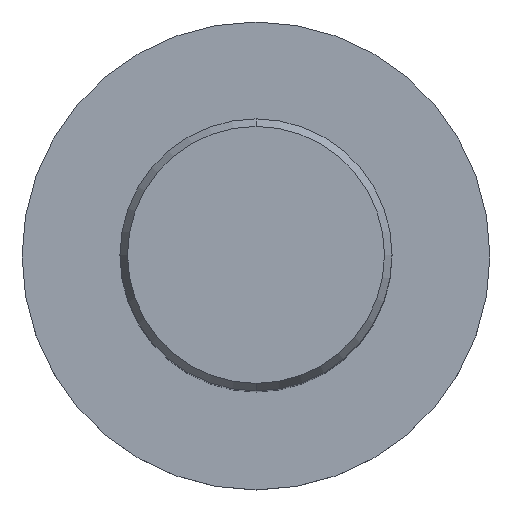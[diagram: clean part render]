
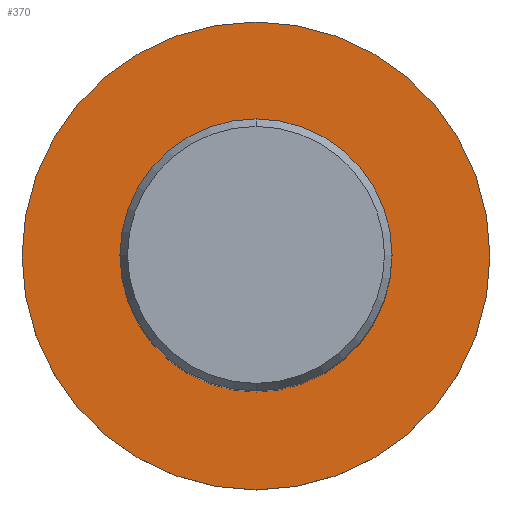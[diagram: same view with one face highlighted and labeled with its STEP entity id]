
A CAD part, top view. The second image highlights one B-rep face of the part: STEP entity #370.
In plain terms, the highlighted planar face has unit normal (0, 0, 1).
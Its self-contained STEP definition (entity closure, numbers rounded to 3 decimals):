
#194=VERTEX_POINT('',#527);
#240=VERTEX_POINT('',#576);
#262=VERTEX_POINT('',#599);
#370=ADVANCED_FACE('',(#719,#720),#721,.T.);
#376=EDGE_CURVE('',#262,#194,#727,.T.);
#432=EDGE_CURVE('',#194,#262,#792,.T.);
#446=EDGE_CURVE('',#240,#498,#806,.T.);
#468=EDGE_CURVE('',#498,#240,#830,.T.);
#498=VERTEX_POINT('',#862);
#527=CARTESIAN_POINT('',(0.0,21.5,-56.0));
#576=CARTESIAN_POINT('',(0.,-12.5,-56.0));
#599=CARTESIAN_POINT('',(0.,-21.5,-56.0));
#719=FACE_BOUND('',#1231,.T.);
#720=FACE_OUTER_BOUND('',#1232,.T.);
#721=PLANE('',#1233);
#727=CIRCLE('',#1242,21.5);
#792=CIRCLE('',#1436,21.5);
#806=CIRCLE('',#1478,12.5);
#830=CIRCLE('',#1505,12.5);
#862=CARTESIAN_POINT('',(0.0,12.5,-56.0));
#1231=EDGE_LOOP('',(#1788,#1789));
#1232=EDGE_LOOP('',(#1790,#1791));
#1233=AXIS2_PLACEMENT_3D('',#1792,#1793,#1794);
#1242=AXIS2_PLACEMENT_3D('',#1796,#1797,#1798);
#1436=AXIS2_PLACEMENT_3D('',#1910,#1911,#1912);
#1478=AXIS2_PLACEMENT_3D('',#1917,#1918,#1919);
#1505=AXIS2_PLACEMENT_3D('',#1939,#1940,#1941);
#1788=ORIENTED_EDGE('',*,*,#468,.T.);
#1789=ORIENTED_EDGE('',*,*,#446,.T.);
#1790=ORIENTED_EDGE('',*,*,#432,.F.);
#1791=ORIENTED_EDGE('',*,*,#376,.F.);
#1792=CARTESIAN_POINT('',(0.0,10.75,-56.0));
#1793=DIRECTION('',(-0.0,0.0,1.0));
#1794=DIRECTION('',(0.0,-1.0,0.0));
#1796=CARTESIAN_POINT('',(0.0,0.0,-56.0));
#1797=DIRECTION('',(0.0,0.0,-1.0));
#1798=DIRECTION('',(0.0,1.0,0.0));
#1910=CARTESIAN_POINT('',(0.0,0.0,-56.0));
#1911=DIRECTION('',(0.0,0.0,-1.0));
#1912=DIRECTION('',(0.0,1.0,0.0));
#1917=CARTESIAN_POINT('',(0.0,0.0,-56.0));
#1918=DIRECTION('',(-0.0,0.0,-1.0));
#1919=DIRECTION('',(0.0,1.0,0.0));
#1939=CARTESIAN_POINT('',(0.0,0.0,-56.0));
#1940=DIRECTION('',(-0.0,0.0,-1.0));
#1941=DIRECTION('',(0.0,1.0,0.0));
